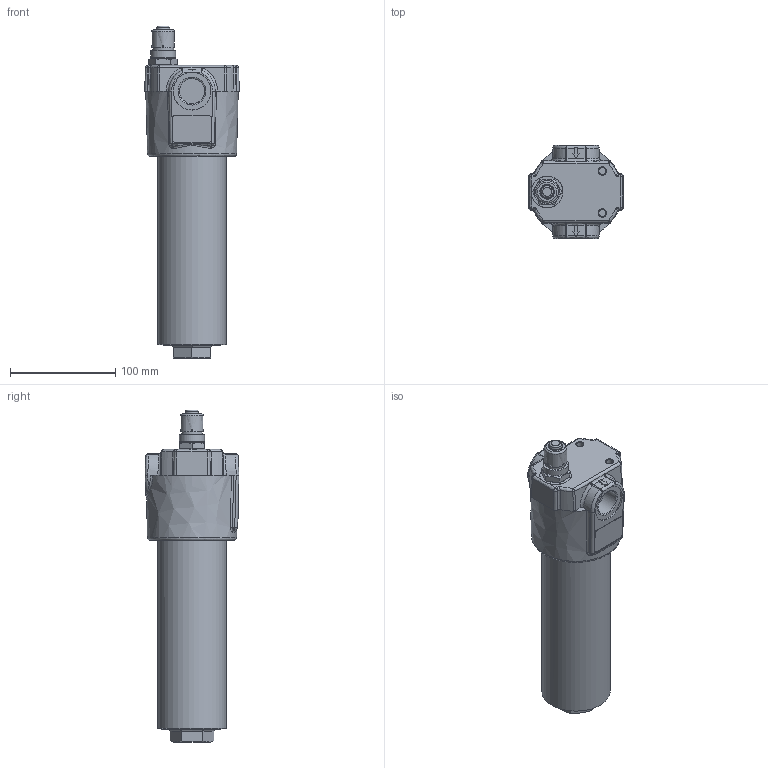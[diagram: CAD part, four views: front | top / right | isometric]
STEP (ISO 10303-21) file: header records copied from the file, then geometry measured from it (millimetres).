
FILE_DESCRIPTION((''),'2;1');
FILE_NAME('HD069-166OD1_33689700-.stp', '2016-03-17T08:50:00',('User'),('SDRC'),'I-DEAS Master Series 9','UNIX', 'Yes');
FILE_SCHEMA(('AUTOMOTIVE_DESIGN { 1 0 10303 214 1 1 1 1 }'));
Length unit declared in the file: millimetre
Products named in the file (1): 33689700-
Bounding box: 90 x 89 x 316 mm (x, y, z)
Volume: 1118991.8 mm3; surface area: 81920.2 mm2
Topology: 1 solids, 1 shells, 263 faces, 624 edges, 361 vertices
Faces by surface type: bspline 263
Entity records: 9255 total; most frequent: CARTESIAN_POINT 5706, ORIENTED_EDGE 1212, EDGE_CURVE 606, VERTEX_POINT 361, B_SPLINE_CURVE_WITH_KNOTS 328, EDGE_LOOP 279, FACE_OUTER_BOUND 263, ADVANCED_FACE 263
